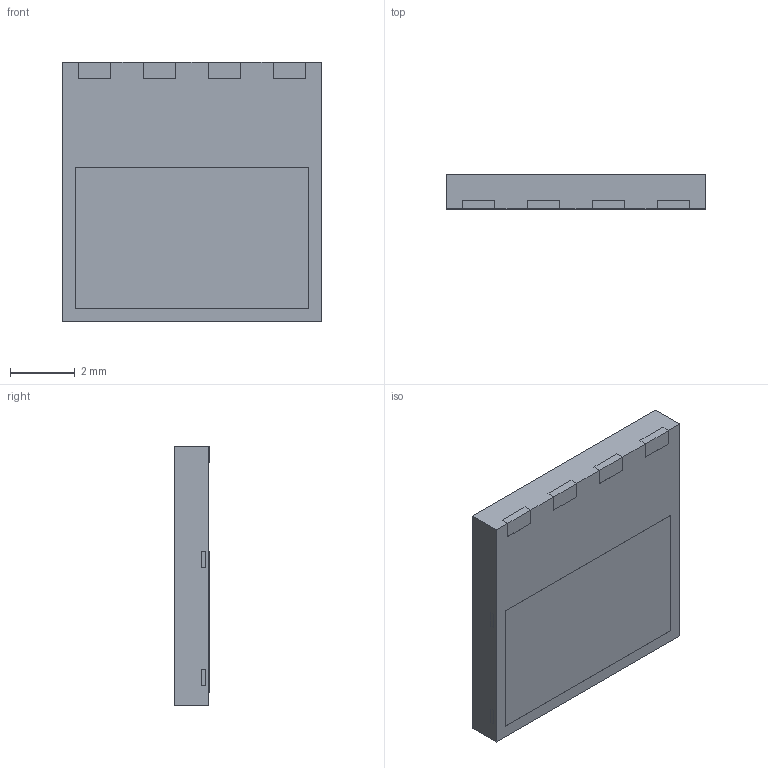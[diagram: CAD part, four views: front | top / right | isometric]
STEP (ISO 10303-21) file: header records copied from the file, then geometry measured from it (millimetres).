
FILE_DESCRIPTION(/* description */ ('Unknown'),/* implementation_level */ '2;1');
FILE_NAME(/* name */ 'DFN8080',/* time_stamp */ '2025-04-07T12:53:16+08:00',/* author */ ('Unknown'),/* organization */ ('Unknown'),/* preprocessor_version */ 'ST-DEVELOPER v18.102',/* originating_system */ 'Solid Edge',/* authorisation */ 'Unknown');
FILE_SCHEMA (('AUTOMOTIVE_DESIGN {1 0 10303 214 3 1 1}'));
Length unit declared in the file: millimetre
Products named in the file (3): DFN8080; MOLDING_BODY_040_v1; LEAD_FRAME_10MIL_040_V1
Assembly tree (2 placements, depth 2):
  DFN8080
    MOLDING_BODY_040_v1
    LEAD_FRAME_10MIL_040_V1
Bounding box: 8 x 1.05 x 8 mm (x, y, z)
Volume: 67.4 mm3; surface area: 325.7 mm2
Topology: 5 solids, 5 shells, 171 faces, 490 edges, 322 vertices
Faces by surface type: plane 155, cylinder 16
Entity records: 6253 total; most frequent: CARTESIAN_POINT 986, ORIENTED_EDGE 980, DIRECTION 870, EDGE_CURVE 490, LINE 458, VECTOR 458, VERTEX_POINT 322, AXIS2_PLACEMENT_3D 206
